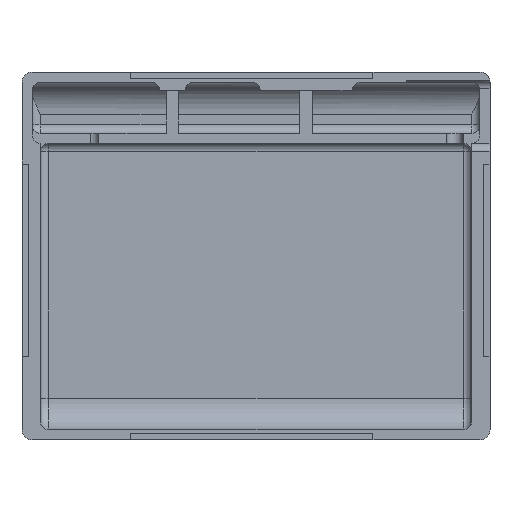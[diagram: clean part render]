
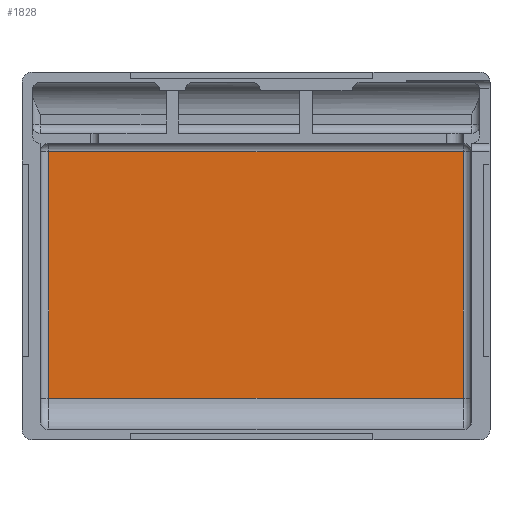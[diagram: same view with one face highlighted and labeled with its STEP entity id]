
A CAD part, top view. The second image highlights one B-rep face of the part: STEP entity #1828.
In plain terms, the highlighted planar face has unit normal (0, 0, 1).
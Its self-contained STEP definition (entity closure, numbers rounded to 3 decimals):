
#194=FACE_OUTER_BOUND('',#296,.T.);
#296=EDGE_LOOP('',(#1463,#1464,#1465,#1466));
#466=LINE('',#2998,#656);
#470=LINE('',#3016,#660);
#473=LINE('',#3030,#663);
#477=LINE('',#3037,#667);
#656=VECTOR('',#2332,10.);
#660=VECTOR('',#2356,10.);
#663=VECTOR('',#2373,10.);
#667=VECTOR('',#2383,10.);
#852=VERTEX_POINT('',#2991);
#854=VERTEX_POINT('',#2996);
#858=VERTEX_POINT('',#3012);
#862=VERTEX_POINT('',#3025);
#1068=EDGE_CURVE('',#854,#852,#466,.T.);
#1078=EDGE_CURVE('',#852,#858,#470,.T.);
#1085=EDGE_CURVE('',#858,#862,#473,.T.);
#1089=EDGE_CURVE('',#862,#854,#477,.T.);
#1463=ORIENTED_EDGE('',*,*,#1085,.F.);
#1464=ORIENTED_EDGE('',*,*,#1078,.F.);
#1465=ORIENTED_EDGE('',*,*,#1068,.F.);
#1466=ORIENTED_EDGE('',*,*,#1089,.F.);
#1748=PLANE('',#1981);
#1828=ADVANCED_FACE('',(#194),#1748,.T.);
#1981=AXIS2_PLACEMENT_3D('',#3036,#2381,#2382);
#2332=DIRECTION('',(0.,1.,0.));
#2356=DIRECTION('',(1.,0.,0.));
#2373=DIRECTION('',(0.,-1.,0.));
#2381=DIRECTION('center_axis',(0.,0.,1.));
#2382=DIRECTION('ref_axis',(1.,0.,0.));
#2383=DIRECTION('',(-1.,0.,0.));
#2991=CARTESIAN_POINT('',(3.2,34.5,0.8));
#2996=CARTESIAN_POINT('',(3.2,5.,0.8));
#2998=CARTESIAN_POINT('',(3.2,20.175,0.8));
#3012=CARTESIAN_POINT('',(52.8,34.5,0.8));
#3016=CARTESIAN_POINT('',(14.6,34.5,0.8));
#3025=CARTESIAN_POINT('',(52.8,5.,0.8));
#3030=CARTESIAN_POINT('',(52.8,20.175,0.8));
#3036=CARTESIAN_POINT('Origin',(28.,22.,0.8));
#3037=CARTESIAN_POINT('',(14.,5.,0.8));
